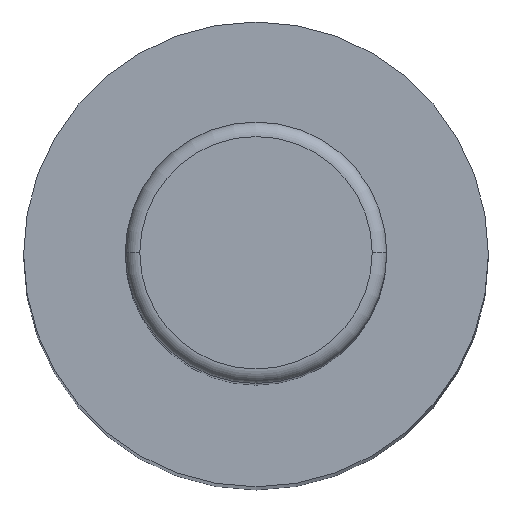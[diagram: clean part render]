
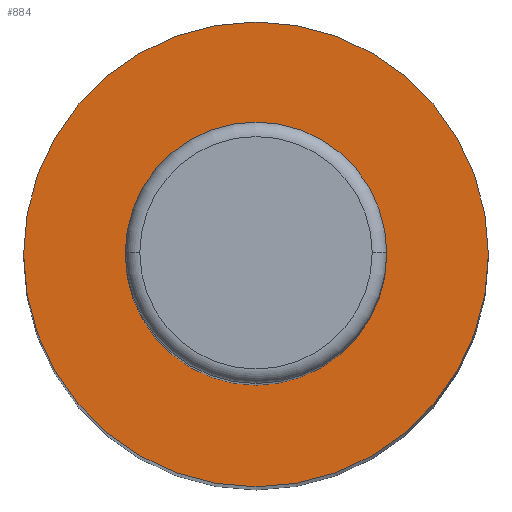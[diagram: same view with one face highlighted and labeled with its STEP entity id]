
A CAD part, top view. The second image highlights one B-rep face of the part: STEP entity #884.
In plain terms, the highlighted planar face has unit normal (0, 0, 1).
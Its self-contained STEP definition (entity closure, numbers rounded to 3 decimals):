
#30 = AXIS2_PLACEMENT_3D ( 'NONE', #451, #622, #539 ) ;
#57 = DIRECTION ( 'NONE',  ( -1., 0., 0. ) ) ;
#101 = CARTESIAN_POINT ( 'NONE',  ( 9., 0., 125. ) ) ;
#102 = AXIS2_PLACEMENT_3D ( 'NONE', #696, #718, #57 ) ;
#110 = CIRCLE ( 'NONE', #30, 9. ) ;
#202 = ORIENTED_EDGE ( 'NONE', *, *, #852, .T. ) ;
#235 = EDGE_LOOP ( 'NONE', ( #538, #286 ) ) ;
#252 = AXIS2_PLACEMENT_3D ( 'NONE', #321, #417, #307 ) ;
#274 = CARTESIAN_POINT ( 'NONE',  ( 0., 0., 125. ) ) ;
#286 = ORIENTED_EDGE ( 'NONE', *, *, #354, .F. ) ;
#303 = VERTEX_POINT ( 'NONE', #101 ) ;
#307 = DIRECTION ( 'NONE',  ( 1., 0., 0. ) ) ;
#321 = CARTESIAN_POINT ( 'NONE',  ( -9., 0., 125. ) ) ;
#339 = AXIS2_PLACEMENT_3D ( 'NONE', #274, #603, #614 ) ;
#354 = EDGE_CURVE ( 'NONE', #743, #631, #418, .T. ) ;
#402 = ORIENTED_EDGE ( 'NONE', *, *, #404, .T. ) ;
#404 = EDGE_CURVE ( 'NONE', #441, #303, #750, .T. ) ;
#417 = DIRECTION ( 'NONE',  ( 0., 0., 1. ) ) ;
#418 = CIRCLE ( 'NONE', #549, 16. ) ;
#441 = VERTEX_POINT ( 'NONE', #599 ) ;
#451 = CARTESIAN_POINT ( 'NONE',  ( 0., 0., 125. ) ) ;
#463 = CIRCLE ( 'NONE', #339, 16. ) ;
#538 = ORIENTED_EDGE ( 'NONE', *, *, #570, .F. ) ;
#539 = DIRECTION ( 'NONE',  ( -1., 0., 0. ) ) ;
#549 = AXIS2_PLACEMENT_3D ( 'NONE', #607, #679, #834 ) ;
#568 = FACE_BOUND ( 'NONE', #623, .T. ) ;
#570 = EDGE_CURVE ( 'NONE', #631, #743, #463, .T. ) ;
#599 = CARTESIAN_POINT ( 'NONE',  ( -9., 0., 125. ) ) ;
#603 = DIRECTION ( 'NONE',  ( 0., 0., -1. ) ) ;
#607 = CARTESIAN_POINT ( 'NONE',  ( 0., 0., 125. ) ) ;
#614 = DIRECTION ( 'NONE',  ( -1., 0., 0. ) ) ;
#622 = DIRECTION ( 'NONE',  ( 0., 0., -1. ) ) ;
#623 = EDGE_LOOP ( 'NONE', ( #402, #202 ) ) ;
#625 = CARTESIAN_POINT ( 'NONE',  ( -16., 0., 125. ) ) ;
#631 = VERTEX_POINT ( 'NONE', #625 ) ;
#679 = DIRECTION ( 'NONE',  ( 0., 0., -1. ) ) ;
#696 = CARTESIAN_POINT ( 'NONE',  ( 0., 0., 125. ) ) ;
#718 = DIRECTION ( 'NONE',  ( 0., 0., -1. ) ) ;
#743 = VERTEX_POINT ( 'NONE', #874 ) ;
#750 = CIRCLE ( 'NONE', #102, 9. ) ;
#765 = FACE_OUTER_BOUND ( 'NONE', #235, .T. ) ;
#834 = DIRECTION ( 'NONE',  ( -1., 0., 0. ) ) ;
#852 = EDGE_CURVE ( 'NONE', #303, #441, #110, .T. ) ;
#874 = CARTESIAN_POINT ( 'NONE',  ( 16., 0., 125. ) ) ;
#878 = PLANE ( 'NONE',  #252 ) ;
#884 = ADVANCED_FACE ( 'NONE', ( #568, #765 ), #878, .T. ) ;
